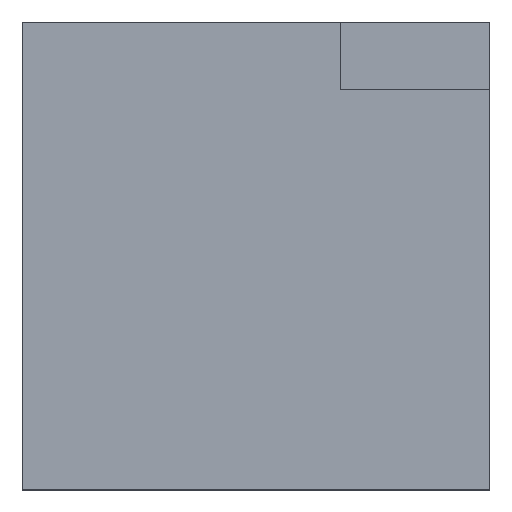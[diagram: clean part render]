
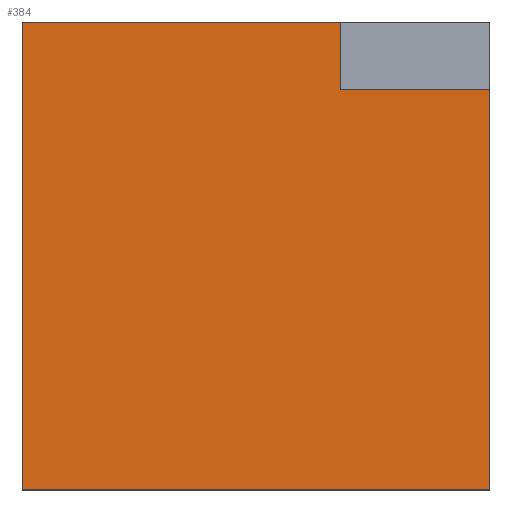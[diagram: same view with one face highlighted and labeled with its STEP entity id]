
A CAD part, top view. The second image highlights one B-rep face of the part: STEP entity #384.
In plain terms, the highlighted planar face has unit normal (0, 0, 1).
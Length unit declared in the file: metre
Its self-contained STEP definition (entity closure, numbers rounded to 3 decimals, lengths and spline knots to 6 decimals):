
#384 = ADVANCED_FACE( '', ( #633 ), #634, .T. );
#633 = FACE_OUTER_BOUND( '', #827, .T. );
#634 = PLANE( '', #828 );
#827 = EDGE_LOOP( '', ( #1274, #1275, #1276, #1277 ) );
#828 = AXIS2_PLACEMENT_3D( '', #1278, #1279, #1280 );
#1274 = ORIENTED_EDGE( '', *, *, #1479, .F. );
#1275 = ORIENTED_EDGE( '', *, *, #1493, .T. );
#1276 = ORIENTED_EDGE( '', *, *, #1378, .T. );
#1277 = ORIENTED_EDGE( '', *, *, #1365, .F. );
#1278 = CARTESIAN_POINT( '', ( 0., 0., 0.0009 ) );
#1279 = DIRECTION( '', ( 0., 0., 1. ) );
#1280 = DIRECTION( '', ( 1., 0., 0. ) );
#1365 = EDGE_CURVE( '', #1568, #1570, #1571, .T. );
#1378 = EDGE_CURVE( '', #1588, #1570, #1589, .T. );
#1479 = EDGE_CURVE( '', #1735, #1568, #1737, .T. );
#1493 = EDGE_CURVE( '', #1735, #1588, #1753, .T. );
#1568 = VERTEX_POINT( '', #1854 );
#1570 = VERTEX_POINT( '', #1857 );
#1571 = LINE( '', #1858, #1859 );
#1588 = VERTEX_POINT( '', #1884 );
#1589 = LINE( '', #1885, #1886 );
#1735 = VERTEX_POINT( '', #2102 );
#1737 = LINE( '', #2105, #2106 );
#1753 = LINE( '', #2128, #2129 );
#1854 = CARTESIAN_POINT( '', ( -0.001, 0.001, 0.0009 ) );
#1857 = CARTESIAN_POINT( '', ( 0.001, 0.001, 0.0009 ) );
#1858 = CARTESIAN_POINT( '', ( 0., 0.001, 0.0009 ) );
#1859 = VECTOR( '', #2177, 1. );
#1884 = CARTESIAN_POINT( '', ( 0.001, -0.001, 0.0009 ) );
#1885 = CARTESIAN_POINT( '', ( 0.001, 0., 0.0009 ) );
#1886 = VECTOR( '', #2186, 1. );
#2102 = CARTESIAN_POINT( '', ( -0.001, -0.001, 0.0009 ) );
#2105 = CARTESIAN_POINT( '', ( -0.001, 0., 0.0009 ) );
#2106 = VECTOR( '', #2258, 1. );
#2128 = CARTESIAN_POINT( '', ( 0., -0.001, 0.0009 ) );
#2129 = VECTOR( '', #2265, 1. );
#2177 = DIRECTION( '', ( 1., 0., 0. ) );
#2186 = DIRECTION( '', ( 0., 1., 0. ) );
#2258 = DIRECTION( '', ( 0., 1., 0. ) );
#2265 = DIRECTION( '', ( 1., 0., 0. ) );
